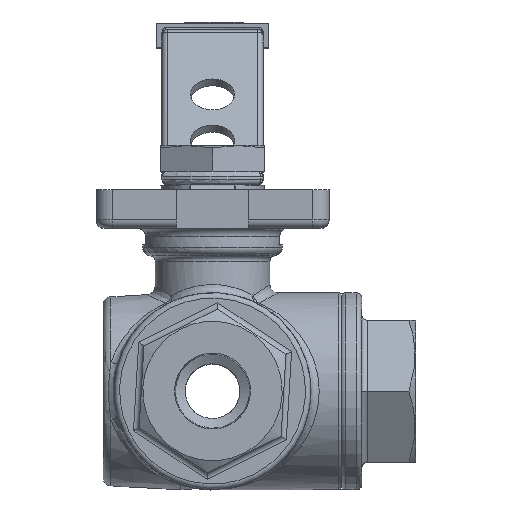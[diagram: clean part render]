
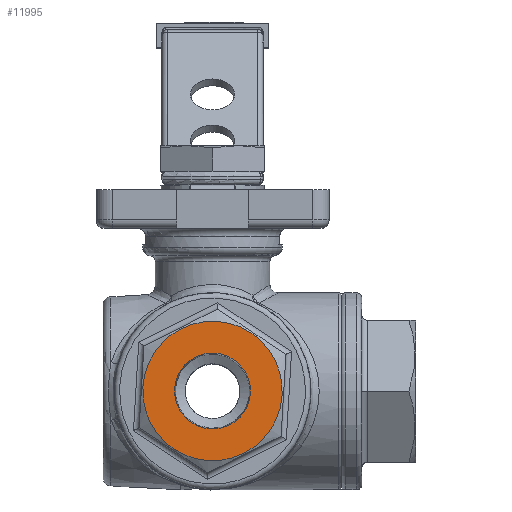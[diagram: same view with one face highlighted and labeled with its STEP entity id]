
A CAD part, top view. The second image highlights one B-rep face of the part: STEP entity #11995.
In plain terms, the highlighted face is planar.
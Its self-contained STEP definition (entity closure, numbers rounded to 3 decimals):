
#469=PLANE('',#12814);
#4187=ORIENTED_EDGE('',*,*,#7221,.F.);
#4188=ORIENTED_EDGE('',*,*,#7222,.T.);
#7221=EDGE_CURVE('',#8816,#8816,#9683,.T.);
#7222=EDGE_CURVE('',#8817,#8817,#9684,.T.);
#8816=VERTEX_POINT('',#19342);
#8817=VERTEX_POINT('',#19344);
#9683=CIRCLE('',#12815,12.75);
#9684=CIRCLE('',#12816,6.941);
#10168=EDGE_LOOP('',(#4187));
#10169=EDGE_LOOP('',(#4188));
#11040=FACE_BOUND('',#10168,.T.);
#11041=FACE_BOUND('',#10169,.T.);
#11995=ADVANCED_FACE('',(#11040,#11041),#469,.T.);
#12814=AXIS2_PLACEMENT_3D('',#19340,#14297,#14298);
#12815=AXIS2_PLACEMENT_3D('',#19341,#14299,#14300);
#12816=AXIS2_PLACEMENT_3D('',#19343,#14301,#14302);
#14297=DIRECTION('',(1.,0.,0.));
#14298=DIRECTION('',(0.,0.,-1.));
#14299=DIRECTION('',(-1.,0.,0.));
#14300=DIRECTION('',(0.,0.,1.));
#14301=DIRECTION('',(-1.,0.,0.));
#14302=DIRECTION('',(0.,0.,-1.));
#19340=CARTESIAN_POINT('',(27.9,0.,0.));
#19341=CARTESIAN_POINT('',(27.9,0.,0.));
#19342=CARTESIAN_POINT('',(27.9,0.,12.75));
#19343=CARTESIAN_POINT('',(27.9,0.,0.));
#19344=CARTESIAN_POINT('',(27.9,0.,-6.941));
